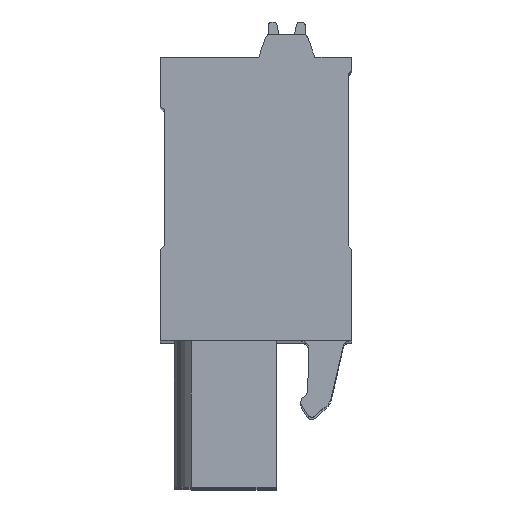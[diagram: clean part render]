
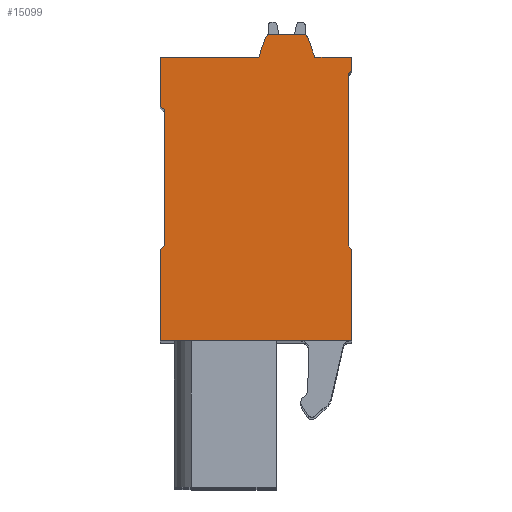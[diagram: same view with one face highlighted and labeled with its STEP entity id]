
A CAD part, top view. The second image highlights one B-rep face of the part: STEP entity #15099.
In plain terms, the highlighted planar face has unit normal (0, 0, 1).
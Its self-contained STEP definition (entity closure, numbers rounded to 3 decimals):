
#79=DIRECTION('',(1.,0.,0.));
#80=VECTOR('',#79,10.9);
#81=CARTESIAN_POINT('',(2.897,12.335,2.5));
#82=LINE('',#81,#80);
#1966=DIRECTION('',(0.,-1.,0.));
#1967=VECTOR('',#1966,5.2);
#1968=CARTESIAN_POINT('',(2.897,17.535,2.5));
#1969=LINE('',#1968,#1967);
#1970=DIRECTION('',(-0.781,-0.625,0.));
#1971=VECTOR('',#1970,0.32);
#1972=CARTESIAN_POINT('',(3.147,17.735,2.5));
#1973=LINE('',#1972,#1971);
#1974=DIRECTION('',(0.,-1.,0.));
#1975=VECTOR('',#1974,7.75);
#1976=CARTESIAN_POINT('',(3.147,25.485,2.5));
#1977=LINE('',#1976,#1975);
#1978=DIRECTION('',(0.781,-0.625,0.));
#1979=VECTOR('',#1978,0.32);
#1980=CARTESIAN_POINT('',(2.897,25.685,2.5));
#1981=LINE('',#1980,#1979);
#1982=DIRECTION('',(0.,-1.,0.));
#1983=VECTOR('',#1982,2.8);
#1984=CARTESIAN_POINT('',(2.897,28.485,2.5));
#1985=LINE('',#1984,#1983);
#1986=DIRECTION('',(-1.,0.,0.));
#1987=VECTOR('',#1986,5.6);
#1988=CARTESIAN_POINT('',(8.497,28.485,2.5));
#1989=LINE('',#1988,#1987);
#1990=DIRECTION('',(-0.342,-0.94,0.));
#1991=VECTOR('',#1990,1.173);
#1992=CARTESIAN_POINT('',(8.899,29.588,2.5));
#1993=LINE('',#1992,#1991);
#1994=CARTESIAN_POINT('',(9.181,29.485,2.5));
#1995=DIRECTION('',(0.,0.,1.));
#1996=DIRECTION('',(0.,1.,0.));
#1997=AXIS2_PLACEMENT_3D('',#1994,#1995,#1996);
#1999=DIRECTION('',(-1.,0.,0.));
#2000=VECTOR('',#1999,1.834);
#2001=CARTESIAN_POINT('',(11.014,29.785,2.5));
#2002=LINE('',#2001,#2000);
#2003=CARTESIAN_POINT('',(11.014,29.485,2.5));
#2004=DIRECTION('',(0.,0.,1.));
#2005=DIRECTION('',(0.94,0.342,0.));
#2006=AXIS2_PLACEMENT_3D('',#2003,#2004,#2005);
#2008=DIRECTION('',(-0.342,0.94,0.));
#2009=VECTOR('',#2008,1.173);
#2010=CARTESIAN_POINT('',(11.697,28.485,2.5));
#2011=LINE('',#2010,#2009);
#2012=DIRECTION('',(-1.,0.,0.));
#2013=VECTOR('',#2012,2.1);
#2014=CARTESIAN_POINT('',(13.797,28.485,2.5));
#2015=LINE('',#2014,#2013);
#2016=DIRECTION('',(0.,1.,0.));
#2017=VECTOR('',#2016,0.75);
#2018=CARTESIAN_POINT('',(13.797,27.735,2.5));
#2019=LINE('',#2018,#2017);
#2020=DIRECTION('',(0.707,0.707,0.));
#2021=VECTOR('',#2020,0.283);
#2022=CARTESIAN_POINT('',(13.597,27.535,2.5));
#2023=LINE('',#2022,#2021);
#2024=DIRECTION('',(0.,1.,0.));
#2025=VECTOR('',#2024,9.8);
#2026=CARTESIAN_POINT('',(13.597,17.735,2.5));
#2027=LINE('',#2026,#2025);
#2028=DIRECTION('',(-0.707,0.707,0.));
#2029=VECTOR('',#2028,0.283);
#2030=CARTESIAN_POINT('',(13.797,17.535,2.5));
#2031=LINE('',#2030,#2029);
#2032=DIRECTION('',(0.,1.,0.));
#2033=VECTOR('',#2032,5.2);
#2034=CARTESIAN_POINT('',(13.797,12.335,2.5));
#2035=LINE('',#2034,#2033);
#10459=CARTESIAN_POINT('',(2.897,28.485,2.5));
#10460=CARTESIAN_POINT('',(2.897,25.685,2.5));
#10461=VERTEX_POINT('',#10459);
#10462=VERTEX_POINT('',#10460);
#10463=CARTESIAN_POINT('',(3.147,25.485,2.5));
#10464=VERTEX_POINT('',#10463);
#10465=CARTESIAN_POINT('',(3.147,17.735,2.5));
#10466=VERTEX_POINT('',#10465);
#10467=CARTESIAN_POINT('',(2.897,17.535,2.5));
#10468=VERTEX_POINT('',#10467);
#10469=CARTESIAN_POINT('',(2.897,12.335,2.5));
#10470=VERTEX_POINT('',#10469);
#10471=CARTESIAN_POINT('',(13.797,12.335,2.5));
#10472=CARTESIAN_POINT('',(13.797,17.535,2.5));
#10473=VERTEX_POINT('',#10471);
#10474=VERTEX_POINT('',#10472);
#10475=CARTESIAN_POINT('',(13.597,17.735,2.5));
#10476=VERTEX_POINT('',#10475);
#10477=CARTESIAN_POINT('',(13.597,27.535,2.5));
#10478=VERTEX_POINT('',#10477);
#10479=CARTESIAN_POINT('',(13.797,27.735,2.5));
#10480=VERTEX_POINT('',#10479);
#10481=CARTESIAN_POINT('',(13.797,28.485,2.5));
#10482=VERTEX_POINT('',#10481);
#10483=CARTESIAN_POINT('',(11.697,28.485,2.5));
#10484=VERTEX_POINT('',#10483);
#10485=CARTESIAN_POINT('',(11.296,29.588,2.5));
#10486=VERTEX_POINT('',#10485);
#10487=CARTESIAN_POINT('',(11.014,29.785,2.5));
#10488=VERTEX_POINT('',#10487);
#10489=CARTESIAN_POINT('',(9.181,29.785,2.5));
#10490=VERTEX_POINT('',#10489);
#10491=CARTESIAN_POINT('',(8.899,29.588,2.5));
#10492=VERTEX_POINT('',#10491);
#10493=CARTESIAN_POINT('',(8.497,28.485,2.5));
#10494=VERTEX_POINT('',#10493);
#15066=CARTESIAN_POINT('',(0.,0.,2.5));
#15067=DIRECTION('',(0.,0.,1.));
#15068=DIRECTION('',(1.,0.,0.));
#15069=AXIS2_PLACEMENT_3D('',#15066,#15067,#15068);
#15070=PLANE('',#15069);
#15071=ORIENTED_EDGE('',*,*,#13611,.F.);
#15072=ORIENTED_EDGE('',*,*,#13784,.F.);
#15073=ORIENTED_EDGE('',*,*,#13798,.F.);
#15074=ORIENTED_EDGE('',*,*,#13812,.F.);
#15075=ORIENTED_EDGE('',*,*,#13826,.F.);
#15076=ORIENTED_EDGE('',*,*,#13840,.F.);
#15077=ORIENTED_EDGE('',*,*,#13868,.F.);
#15079=ORIENTED_EDGE('',*,*,#15078,.F.);
#15081=ORIENTED_EDGE('',*,*,#15080,.F.);
#15083=ORIENTED_EDGE('',*,*,#15082,.F.);
#15084=ORIENTED_EDGE('',*,*,#14805,.F.);
#15085=ORIENTED_EDGE('',*,*,#14519,.F.);
#15086=ORIENTED_EDGE('',*,*,#13860,.F.);
#15088=ORIENTED_EDGE('',*,*,#15087,.F.);
#15090=ORIENTED_EDGE('',*,*,#15089,.F.);
#15092=ORIENTED_EDGE('',*,*,#15091,.F.);
#15094=ORIENTED_EDGE('',*,*,#15093,.F.);
#15096=ORIENTED_EDGE('',*,*,#15095,.F.);
#15097=EDGE_LOOP('',(#15071,#15072,#15073,#15074,#15075,#15076,#15077,#15079,
#15081,#15083,#15084,#15085,#15086,#15088,#15090,#15092,#15094,#15096));
#15098=FACE_OUTER_BOUND('',#15097,.F.);
#15099=ADVANCED_FACE('',(#15098),#15070,.T.);
#1998=CIRCLE('',#1997,0.3);
#2007=CIRCLE('',#2006,0.3);
#13611=EDGE_CURVE('',#10470,#10473,#82,.T.);
#13784=EDGE_CURVE('',#10468,#10470,#1969,.T.);
#13798=EDGE_CURVE('',#10466,#10468,#1973,.T.);
#13812=EDGE_CURVE('',#10464,#10466,#1977,.T.);
#13826=EDGE_CURVE('',#10462,#10464,#1981,.T.);
#13840=EDGE_CURVE('',#10461,#10462,#1985,.T.);
#13860=EDGE_CURVE('',#10482,#10484,#2015,.T.);
#13868=EDGE_CURVE('',#10494,#10461,#1989,.T.);
#14519=EDGE_CURVE('',#10484,#10486,#2011,.T.);
#14805=EDGE_CURVE('',#10486,#10488,#2007,.T.);
#15078=EDGE_CURVE('',#10492,#10494,#1993,.T.);
#15080=EDGE_CURVE('',#10490,#10492,#1998,.T.);
#15082=EDGE_CURVE('',#10488,#10490,#2002,.T.);
#15087=EDGE_CURVE('',#10480,#10482,#2019,.T.);
#15089=EDGE_CURVE('',#10478,#10480,#2023,.T.);
#15091=EDGE_CURVE('',#10476,#10478,#2027,.T.);
#15093=EDGE_CURVE('',#10474,#10476,#2031,.T.);
#15095=EDGE_CURVE('',#10473,#10474,#2035,.T.);
